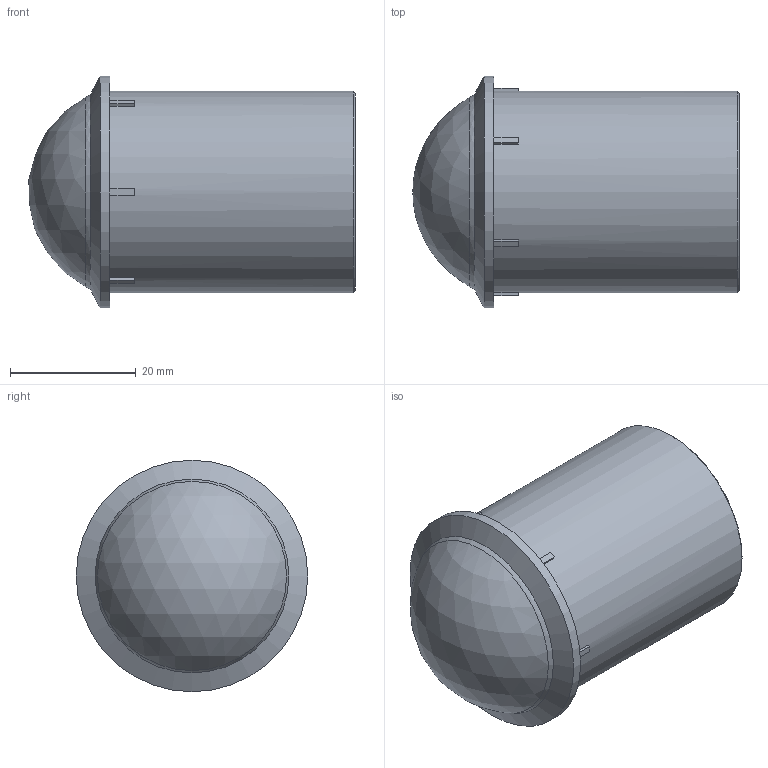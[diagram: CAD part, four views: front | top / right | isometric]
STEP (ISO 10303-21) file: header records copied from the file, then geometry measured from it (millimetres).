
FILE_DESCRIPTION(/* description */ ('PLASSON SPIGOT END PLUG 32 SDR 11'),/* implementation_level */ '2;1');
FILE_NAME(/* name */ '491207032.ipt.stp',/* time_stamp */ '2017-11-06T09:13:20+02:00',/* author */ ('KIM'),/* organization */ (''),/* preprocessor_version */ 'ST-DEVELOPER v15.6',/* originating_system */ 'Autodesk Inventor 2015',/* authorisation */ '');
FILE_SCHEMA (('AUTOMOTIVE_DESIGN { 1 0 10303 214 3 1 1 }'));
Length unit declared in the file: millimetre
Products named in the file (1): 491207032
Bounding box: 51.88 x 36.8 x 36.8 mm (x, y, z)
Volume: 15204.7 mm3; surface area: 10015.5 mm2
Topology: 1 solids, 1 shells, 37 faces, 95 edges, 62 vertices
Faces by surface type: plane 26, cone 4, cylinder 3, sphere 2, bspline 1, torus 1
Full cylindrical faces by diameter (mm): 25.6 x1, 32 x1, 36.8 x1
Entity records: 1118 total; most frequent: CARTESIAN_POINT 213, DIRECTION 184, ORIENTED_EDGE 172, EDGE_CURVE 86, AXIS2_PLACEMENT_3D 62, VERTEX_POINT 61, LINE 60, VECTOR 60
